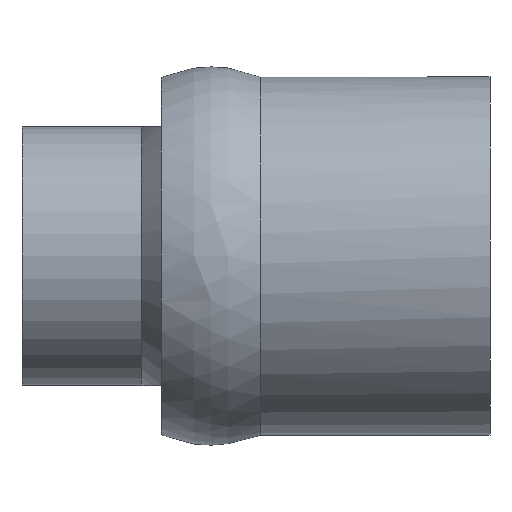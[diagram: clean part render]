
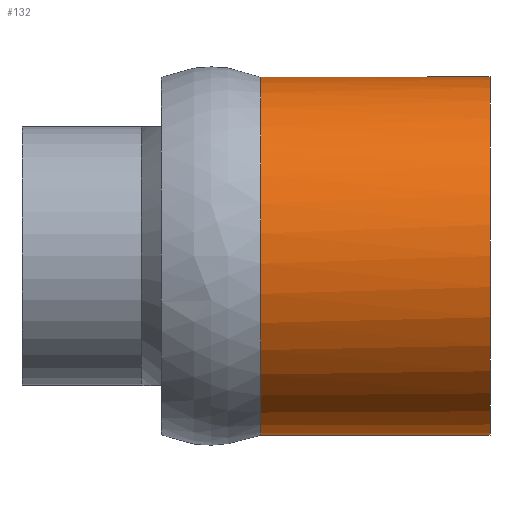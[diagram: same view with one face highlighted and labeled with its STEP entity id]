
A CAD part, left-side view. The second image highlights one B-rep face of the part: STEP entity #132.
In plain terms, the highlighted cylindrical face has radius 9 mm (diameter 18 mm), a full revolution.
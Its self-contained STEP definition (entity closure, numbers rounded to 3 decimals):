
#113=CYLINDRICAL_SURFACE('',#594,9.);
#132=ADVANCED_FACE('',(#266,#267),#113,.T.);
#181=CIRCLE('',#590,9.);
#182=CIRCLE('',#592,9.);
#183=CIRCLE('',#593,9.);
#236=LINE('',#1303,#257);
#239=LINE('',#1323,#260);
#257=VECTOR('',#652,1.);
#260=VECTOR('',#657,1.);
#266=FACE_BOUND('',#289,.T.);
#267=FACE_BOUND('',#290,.T.);
#289=EDGE_LOOP('',(#380,#381,#382,#383));
#290=EDGE_LOOP('',(#384));
#380=ORIENTED_EDGE('',*,*,#553,.T.);
#381=ORIENTED_EDGE('',*,*,#540,.T.);
#382=ORIENTED_EDGE('',*,*,#554,.T.);
#383=ORIENTED_EDGE('',*,*,#534,.T.);
#384=ORIENTED_EDGE('',*,*,#552,.F.);
#475=VERTEX_POINT('',#1302);
#476=VERTEX_POINT('',#1304);
#479=VERTEX_POINT('',#1322);
#480=VERTEX_POINT('',#1324);
#488=VERTEX_POINT('',#2199);
#534=EDGE_CURVE('',#476,#475,#236,.T.);
#540=EDGE_CURVE('',#480,#479,#239,.T.);
#552=EDGE_CURVE('',#488,#488,#181,.T.);
#553=EDGE_CURVE('',#475,#480,#182,.T.);
#554=EDGE_CURVE('',#479,#476,#183,.T.);
#590=AXIS2_PLACEMENT_3D('',#2198,#672,#673);
#592=AXIS2_PLACEMENT_3D('',#2201,#676,#677);
#593=AXIS2_PLACEMENT_3D('',#2202,#678,#679);
#594=AXIS2_PLACEMENT_3D('',#2203,#680,#681);
#652=DIRECTION('',(0.,1.,0.));
#657=DIRECTION('',(0.,-1.,0.));
#672=DIRECTION('',(0.,-1.,0.));
#673=DIRECTION('',(0.,0.,-1.));
#676=DIRECTION('',(0.,-1.,0.));
#677=DIRECTION('',(0.,0.,-1.));
#678=DIRECTION('',(0.,-1.,0.));
#679=DIRECTION('',(0.,0.,-1.));
#680=DIRECTION('',(0.,-1.,0.));
#681=DIRECTION('',(0.,0.,-1.));
#1302=CARTESIAN_POINT('',(162.725,55.,6.5));
#1303=CARTESIAN_POINT('',(162.725,40.,6.5));
#1304=CARTESIAN_POINT('',(162.725,54.5,6.5));
#1322=CARTESIAN_POINT('',(162.725,54.5,-6.5));
#1323=CARTESIAN_POINT('',(162.725,40.,-6.5));
#1324=CARTESIAN_POINT('',(162.725,55.,-6.5));
#2198=CARTESIAN_POINT('',(156.5,43.5,0.));
#2199=CARTESIAN_POINT('',(156.5,43.5,-9.));
#2201=CARTESIAN_POINT('',(156.5,55.,0.));
#2202=CARTESIAN_POINT('',(156.5,54.5,0.));
#2203=CARTESIAN_POINT('',(156.5,40.,0.));
